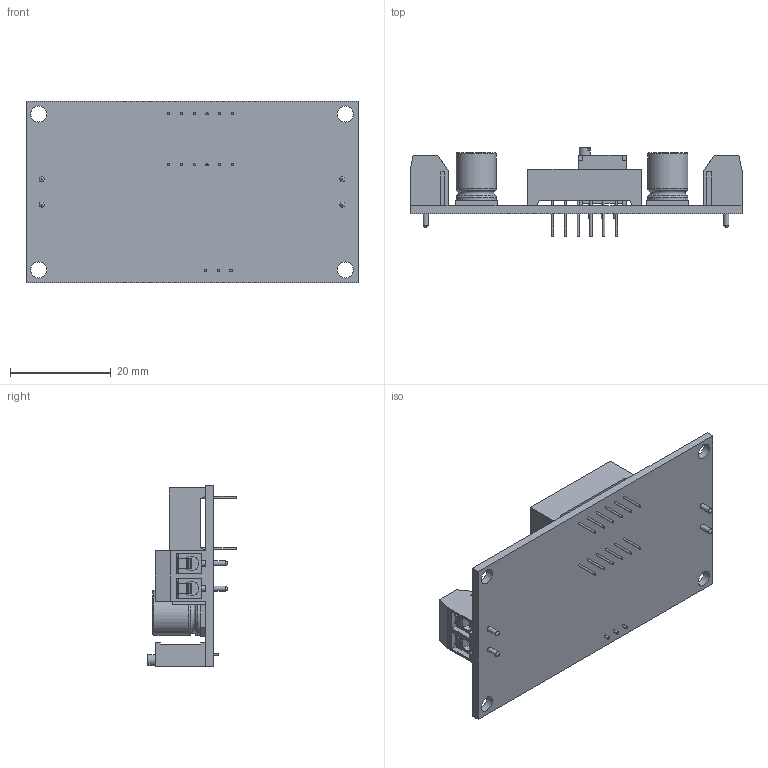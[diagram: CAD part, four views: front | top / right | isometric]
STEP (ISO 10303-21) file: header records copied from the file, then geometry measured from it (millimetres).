
FILE_DESCRIPTION(/* description */ (''),/* implementation_level */ '2;1');
FILE_NAME(/* name */ 'convertor v1.step',/* time_stamp */ '2024-06-26T19:22:39+05:30',/* author */ (''),/* organization */ (''),/* preprocessor_version */ 'ST-DEVELOPER v20',/* originating_system */ 'Autodesk Translation Framework v13.14.0.145',/* authorisation */ '');
FILE_SCHEMA (('AUTOMOTIVE_DESIGN { 1 0 10303 214 3 1 1 }'));
Length unit declared in the file: millimetre
Products named in the file (2): convertor; BASE,  LM2596 Buck Converter 4.0-40 to 1.3-37V v1
Assembly tree (1 placements, depth 2):
  convertor
    BASE,  LM2596 Buck Converter 4.0-40 to 1.3-37V v1
Bounding box: 66 x 17.65 x 36 mm (x, y, z)
Volume: 8210.6 mm3; surface area: 9571.3 mm2
Topology: 1 solids, 1 shells, 611 faces, 1578 edges, 1036 vertices
Faces by surface type: plane 465, cylinder 114, torus 20, cone 8, bspline 4
Full cylindrical faces by diameter (mm): 0.45 x24, 0.51 x6, 0.9 x3, 1 x12, 1.8 x4, 2 x4, 2.19 x1, 2.5 x4, 2.6 x4, 2.9 x4, 3 x4, 3.2 x4, 3.6 x4, 3.65 x4, 8 x4
Entity records: 19521 total; most frequent: CARTESIAN_POINT 3608, ORIENTED_EDGE 3156, DIRECTION 3086, EDGE_CURVE 1578, LINE 1250, VECTOR 1250, VERTEX_POINT 1036, AXIS2_PLACEMENT_3D 918
